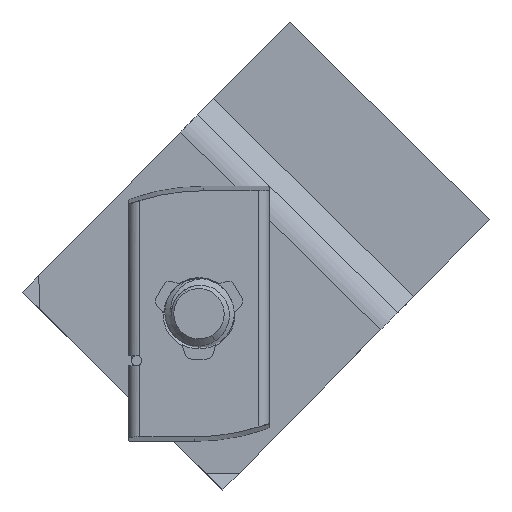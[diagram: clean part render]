
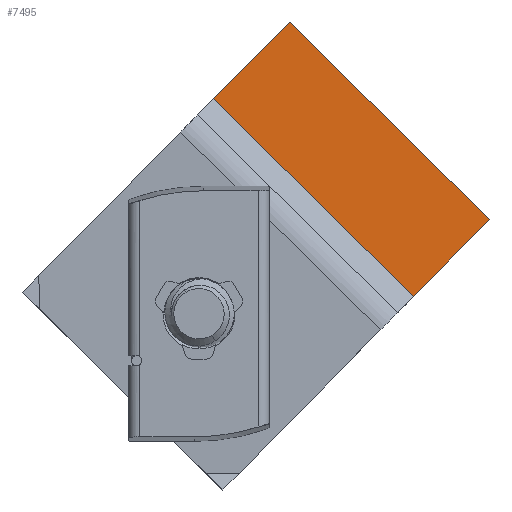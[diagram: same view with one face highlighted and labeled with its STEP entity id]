
A CAD part, front view. The second image highlights one B-rep face of the part: STEP entity #7495.
In plain terms, the highlighted planar face has unit normal (0, -1, 0).
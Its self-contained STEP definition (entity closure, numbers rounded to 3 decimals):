
#297 = LINE ( 'NONE', #7638, #8349 ) ;
#699 = VERTEX_POINT ( 'NONE', #3787 ) ;
#1446 = CARTESIAN_POINT ( 'NONE',  ( 19.05, 4.572, -36.83 ) ) ;
#1553 = VERTEX_POINT ( 'NONE', #3659 ) ;
#1693 = DIRECTION ( 'NONE',  ( 0., 0., -1. ) ) ;
#1726 = PLANE ( 'NONE',  #2640 ) ;
#2440 = VERTEX_POINT ( 'NONE', #7989 ) ;
#2640 = AXIS2_PLACEMENT_3D ( 'NONE', #6143, #7205, #4523 ) ;
#2986 = LINE ( 'NONE', #1446, #8161 ) ;
#3005 = EDGE_CURVE ( 'NONE', #1553, #11453, #6223, .T. ) ;
#3562 = FACE_OUTER_BOUND ( 'NONE', #8111, .T. ) ;
#3638 = LINE ( 'NONE', #7268, #5295 ) ;
#3659 = CARTESIAN_POINT ( 'NONE',  ( -19.05, 4.572, -36.83 ) ) ;
#3787 = CARTESIAN_POINT ( 'NONE',  ( 19.05, 4.572, -36.83 ) ) ;
#4523 = DIRECTION ( 'NONE',  ( 0., 0., 1. ) ) ;
#5023 = DIRECTION ( 'NONE',  ( 0., 0., -1. ) ) ;
#5295 = VECTOR ( 'NONE', #8888, 1000. ) ;
#5849 = EDGE_CURVE ( 'NONE', #699, #1553, #297, .T. ) ;
#5853 = DIRECTION ( 'NONE',  ( -1., 0., 0. ) ) ;
#5961 = EDGE_CURVE ( 'NONE', #699, #2440, #2986, .T. ) ;
#6143 = CARTESIAN_POINT ( 'NONE',  ( 19.05, 4.572, -36.83 ) ) ;
#6223 = LINE ( 'NONE', #8899, #10541 ) ;
#6962 = EDGE_CURVE ( 'NONE', #2440, #11453, #3638, .T. ) ;
#7205 = DIRECTION ( 'NONE',  ( 0., 1., 0. ) ) ;
#7268 = CARTESIAN_POINT ( 'NONE',  ( 19.05, 4.572, -51.46 ) ) ;
#7495 = ADVANCED_FACE ( 'NONE', ( #3562 ), #1726, .F. ) ;
#7638 = CARTESIAN_POINT ( 'NONE',  ( 19.05, 4.572, -36.83 ) ) ;
#7740 = ORIENTED_EDGE ( 'NONE', *, *, #6962, .F. ) ;
#7860 = ORIENTED_EDGE ( 'NONE', *, *, #5849, .T. ) ;
#7989 = CARTESIAN_POINT ( 'NONE',  ( 19.05, 4.572, -51.46 ) ) ;
#8111 = EDGE_LOOP ( 'NONE', ( #9749, #7740, #10539, #7860 ) ) ;
#8161 = VECTOR ( 'NONE', #5023, 1000. ) ;
#8349 = VECTOR ( 'NONE', #5853, 1000. ) ;
#8888 = DIRECTION ( 'NONE',  ( -1., 0., 0. ) ) ;
#8899 = CARTESIAN_POINT ( 'NONE',  ( -19.05, 4.572, -36.83 ) ) ;
#8994 = CARTESIAN_POINT ( 'NONE',  ( -19.05, 4.572, -51.46 ) ) ;
#9749 = ORIENTED_EDGE ( 'NONE', *, *, #3005, .T. ) ;
#10539 = ORIENTED_EDGE ( 'NONE', *, *, #5961, .F. ) ;
#10541 = VECTOR ( 'NONE', #1693, 1000. ) ;
#11453 = VERTEX_POINT ( 'NONE', #8994 ) ;
